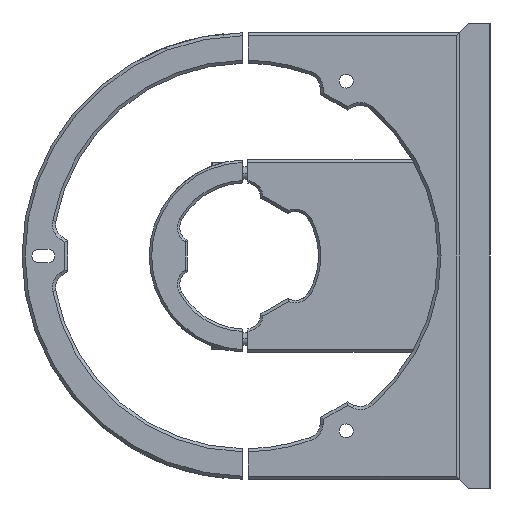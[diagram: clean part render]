
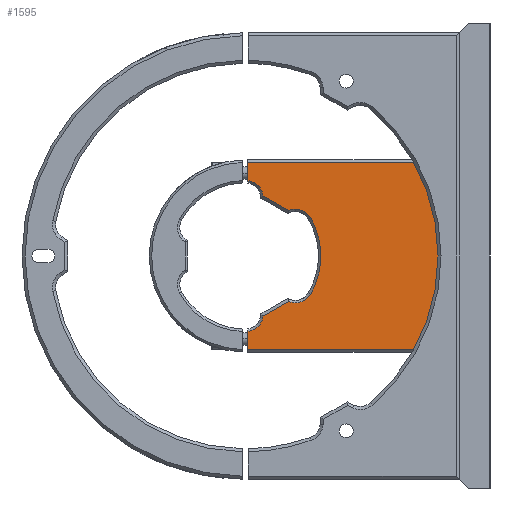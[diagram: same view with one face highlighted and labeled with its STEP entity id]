
A CAD part, left-side view. The second image highlights one B-rep face of the part: STEP entity #1595.
In plain terms, the highlighted planar face has unit normal (-1, 0, 0).
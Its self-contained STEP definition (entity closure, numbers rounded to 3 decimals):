
#4 = PLANE ( 'NONE',  #9797 ) ;
#74 = EDGE_CURVE ( 'NONE', #2108, #10405, #5051, .T. ) ;
#98 = DIRECTION ( 'NONE',  ( 1., 0., 0. ) ) ;
#112 = CIRCLE ( 'NONE', #959, 5.8 ) ;
#185 = CIRCLE ( 'NONE', #1354, 24.7 ) ;
#242 = VECTOR ( 'NONE', #7620, 1000. ) ;
#361 = CARTESIAN_POINT ( 'NONE',  ( 220., -9.846, -9.535 ) ) ;
#382 = DIRECTION ( 'NONE',  ( 1., 0., 0. ) ) ;
#419 = LINE ( 'NONE', #4376, #2475 ) ;
#556 = VERTEX_POINT ( 'NONE', #6969 ) ;
#607 = EDGE_CURVE ( 'NONE', #556, #2108, #419, .T. ) ;
#959 = AXIS2_PLACEMENT_3D ( 'NONE', #9757, #98, #2473 ) ;
#1059 = VERTEX_POINT ( 'NONE', #8627 ) ;
#1085 = DIRECTION ( 'NONE',  ( 1., 0., 0. ) ) ;
#1350 = EDGE_CURVE ( 'NONE', #9434, #4612, #185, .T. ) ;
#1354 = AXIS2_PLACEMENT_3D ( 'NONE', #5936, #9153, #1920 ) ;
#1401 = EDGE_CURVE ( 'NONE', #4149, #3293, #9252, .T. ) ;
#1441 = ORIENTED_EDGE ( 'NONE', *, *, #74, .T. ) ;
#1452 = CIRCLE ( 'NONE', #8197, 5.8 ) ;
#1460 = EDGE_LOOP ( 'NONE', ( #7876, #4466, #6069, #3015, #7635, #5882, #1441, #4379, #5557, #10159, #5770, #7349, #9829 ) ) ;
#1538 = VECTOR ( 'NONE', #2818, 1000. ) ;
#1595 = ADVANCED_FACE ( 'NONE', ( #9504 ), #4, .F. ) ;
#1920 = DIRECTION ( 'NONE',  ( 0., 0., -1. ) ) ;
#2061 = CARTESIAN_POINT ( 'NONE',  ( 220., 0.007, -19.246 ) ) ;
#2108 = VERTEX_POINT ( 'NONE', #6887 ) ;
#2138 = DIRECTION ( 'NONE',  ( 0., 0., -1. ) ) ;
#2297 = VERTEX_POINT ( 'NONE', #4767 ) ;
#2344 = VECTOR ( 'NONE', #4751, 1000. ) ;
#2471 = EDGE_CURVE ( 'NONE', #1059, #7213, #9194, .T. ) ;
#2473 = DIRECTION ( 'NONE',  ( 0., 0., -1. ) ) ;
#2475 = VECTOR ( 'NONE', #9389, 1000. ) ;
#2535 = EDGE_CURVE ( 'NONE', #7520, #3293, #8557, .T. ) ;
#2540 = AXIS2_PLACEMENT_3D ( 'NONE', #361, #5972, #9181 ) ;
#2657 = EDGE_CURVE ( 'NONE', #2297, #3415, #3311, .T. ) ;
#2690 = AXIS2_PLACEMENT_3D ( 'NONE', #6630, #382, #6726 ) ;
#2818 = DIRECTION ( 'NONE',  ( 0., 0., 1. ) ) ;
#2932 = VECTOR ( 'NONE', #7126, 1000. ) ;
#2979 = EDGE_CURVE ( 'NONE', #10405, #9434, #1452, .T. ) ;
#3015 = ORIENTED_EDGE ( 'NONE', *, *, #1401, .F. ) ;
#3095 = DIRECTION ( 'NONE',  ( 1., 0., 0. ) ) ;
#3229 = EDGE_CURVE ( 'NONE', #2297, #4232, #9160, .T. ) ;
#3293 = VERTEX_POINT ( 'NONE', #4304 ) ;
#3311 = LINE ( 'NONE', #3852, #2344 ) ;
#3415 = VERTEX_POINT ( 'NONE', #4820 ) ;
#3852 = CARTESIAN_POINT ( 'NONE',  ( 220., 5.723, 65.904 ) ) ;
#3888 = CARTESIAN_POINT ( 'NONE',  ( 220., 0.617, -19.598 ) ) ;
#3954 = CIRCLE ( 'NONE', #9515, 5.8 ) ;
#4149 = VERTEX_POINT ( 'NONE', #5973 ) ;
#4232 = VERTEX_POINT ( 'NONE', #5647 ) ;
#4303 = DIRECTION ( 'NONE',  ( 0., 0., -1. ) ) ;
#4304 = CARTESIAN_POINT ( 'NONE',  ( 220., 5.723, 30.6 ) ) ;
#4345 = EDGE_CURVE ( 'NONE', #4149, #556, #112, .T. ) ;
#4376 = CARTESIAN_POINT ( 'NONE',  ( 220., -6.961, 15.222 ) ) ;
#4379 = ORIENTED_EDGE ( 'NONE', *, *, #2979, .T. ) ;
#4466 = ORIENTED_EDGE ( 'NONE', *, *, #8428, .T. ) ;
#4612 = VERTEX_POINT ( 'NONE', #9623 ) ;
#4751 = DIRECTION ( 'NONE',  ( 0., 0., 1. ) ) ;
#4767 = CARTESIAN_POINT ( 'NONE',  ( 220., 5.723, -30.6 ) ) ;
#4820 = CARTESIAN_POINT ( 'NONE',  ( 220., 5.723, -24.663 ) ) ;
#5051 = CIRCLE ( 'NONE', #2690, 5.8 ) ;
#5309 = CARTESIAN_POINT ( 'NONE',  ( 220., -62.727, 30.6 ) ) ;
#5534 = LINE ( 'NONE', #8072, #2932 ) ;
#5557 = ORIENTED_EDGE ( 'NONE', *, *, #1350, .T. ) ;
#5647 = CARTESIAN_POINT ( 'NONE',  ( 220., -62.727, -30.6 ) ) ;
#5751 = CIRCLE ( 'NONE', #2540, 5.8 ) ;
#5770 = ORIENTED_EDGE ( 'NONE', *, *, #2471, .T. ) ;
#5882 = ORIENTED_EDGE ( 'NONE', *, *, #607, .T. ) ;
#5936 = CARTESIAN_POINT ( 'NONE',  ( 220., 6.473, 0. ) ) ;
#5972 = DIRECTION ( 'NONE',  ( 1., 0., 0. ) ) ;
#5973 = CARTESIAN_POINT ( 'NONE',  ( 220., 5.723, 24.663 ) ) ;
#6069 = ORIENTED_EDGE ( 'NONE', *, *, #2535, .T. ) ;
#6406 = DIRECTION ( 'NONE',  ( 1., 0., 0. ) ) ;
#6630 = CARTESIAN_POINT ( 'NONE',  ( 220., -9.846, 9.535 ) ) ;
#6726 = DIRECTION ( 'NONE',  ( 0., 0., -1. ) ) ;
#6887 = CARTESIAN_POINT ( 'NONE',  ( 220., -7.571, 14.87 ) ) ;
#6969 = CARTESIAN_POINT ( 'NONE',  ( 220., 0.617, 19.598 ) ) ;
#6978 = CARTESIAN_POINT ( 'NONE',  ( 220., 6.473, 30.6 ) ) ;
#7039 = CARTESIAN_POINT ( 'NONE',  ( 220., 6.473, 0. ) ) ;
#7126 = DIRECTION ( 'NONE',  ( 0., 0., 1. ) ) ;
#7203 = DIRECTION ( 'NONE',  ( 0., 0., -1. ) ) ;
#7213 = VERTEX_POINT ( 'NONE', #3888 ) ;
#7349 = ORIENTED_EDGE ( 'NONE', *, *, #8958, .T. ) ;
#7520 = VERTEX_POINT ( 'NONE', #5309 ) ;
#7582 = CARTESIAN_POINT ( 'NONE',  ( 220., -9.846, 15.335 ) ) ;
#7620 = DIRECTION ( 'NONE',  ( 0., 0.866, -0.5 ) ) ;
#7635 = ORIENTED_EDGE ( 'NONE', *, *, #4345, .T. ) ;
#7876 = ORIENTED_EDGE ( 'NONE', *, *, #3229, .T. ) ;
#8072 = CARTESIAN_POINT ( 'NONE',  ( 220., -62.727, 30.6 ) ) ;
#8187 = VECTOR ( 'NONE', #8319, 1000. ) ;
#8197 = AXIS2_PLACEMENT_3D ( 'NONE', #10232, #3095, #2138 ) ;
#8318 = CARTESIAN_POINT ( 'NONE',  ( 220., 6.375, -18.9 ) ) ;
#8319 = DIRECTION ( 'NONE',  ( 0., -1., 0. ) ) ;
#8428 = EDGE_CURVE ( 'NONE', #4232, #7520, #5534, .T. ) ;
#8557 = LINE ( 'NONE', #6978, #9344 ) ;
#8627 = CARTESIAN_POINT ( 'NONE',  ( 220., -7.571, -14.87 ) ) ;
#8921 = CARTESIAN_POINT ( 'NONE',  ( 220., -14.853, 12.461 ) ) ;
#8958 = EDGE_CURVE ( 'NONE', #7213, #3415, #3954, .T. ) ;
#9153 = DIRECTION ( 'NONE',  ( 1., 0., 0. ) ) ;
#9160 = LINE ( 'NONE', #9211, #8187 ) ;
#9181 = DIRECTION ( 'NONE',  ( 0., 0., -1. ) ) ;
#9194 = LINE ( 'NONE', #2061, #242 ) ;
#9211 = CARTESIAN_POINT ( 'NONE',  ( 220., 6.473, -30.6 ) ) ;
#9243 = DIRECTION ( 'NONE',  ( 0., 1., 0. ) ) ;
#9252 = LINE ( 'NONE', #9357, #1538 ) ;
#9344 = VECTOR ( 'NONE', #9243, 1000. ) ;
#9357 = CARTESIAN_POINT ( 'NONE',  ( 220., 5.723, 65.904 ) ) ;
#9389 = DIRECTION ( 'NONE',  ( 0., -0.866, -0.5 ) ) ;
#9391 = EDGE_CURVE ( 'NONE', #4612, #1059, #5751, .T. ) ;
#9434 = VERTEX_POINT ( 'NONE', #8921 ) ;
#9504 = FACE_OUTER_BOUND ( 'NONE', #1460, .T. ) ;
#9515 = AXIS2_PLACEMENT_3D ( 'NONE', #8318, #1085, #4303 ) ;
#9623 = CARTESIAN_POINT ( 'NONE',  ( 220., -14.853, -12.461 ) ) ;
#9757 = CARTESIAN_POINT ( 'NONE',  ( 220., 6.375, 18.9 ) ) ;
#9797 = AXIS2_PLACEMENT_3D ( 'NONE', #7039, #6406, #7203 ) ;
#9829 = ORIENTED_EDGE ( 'NONE', *, *, #2657, .F. ) ;
#10159 = ORIENTED_EDGE ( 'NONE', *, *, #9391, .T. ) ;
#10232 = CARTESIAN_POINT ( 'NONE',  ( 220., -9.846, 9.535 ) ) ;
#10405 = VERTEX_POINT ( 'NONE', #7582 ) ;
